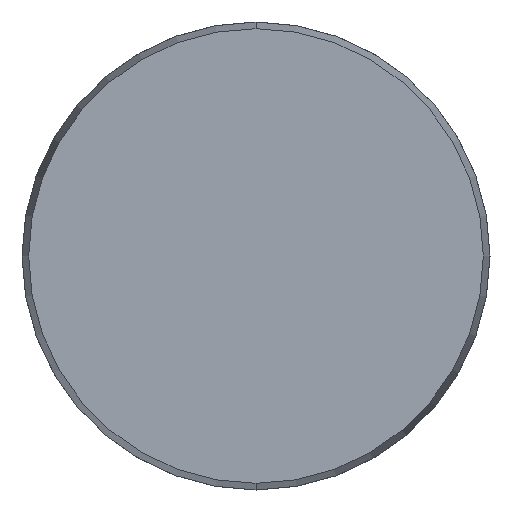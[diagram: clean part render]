
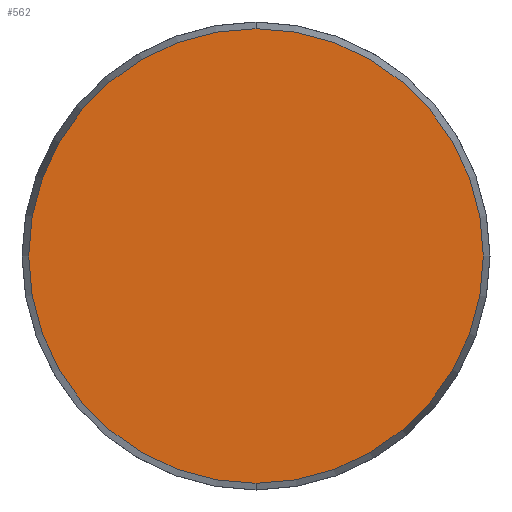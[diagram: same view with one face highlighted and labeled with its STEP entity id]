
A CAD part, front view. The second image highlights one B-rep face of the part: STEP entity #562.
In plain terms, the highlighted planar face has unit normal (0, -1, 0).
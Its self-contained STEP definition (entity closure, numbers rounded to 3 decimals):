
#18 = CARTESIAN_POINT ( 'NONE',  ( 0., 0., 0. ) ) ;
#41 = CARTESIAN_POINT ( 'NONE',  ( -29.143, 0., 0. ) ) ;
#176 = CARTESIAN_POINT ( 'NONE',  ( 0., 0., -29.143 ) ) ;
#192 = AXIS2_PLACEMENT_3D ( 'NONE', #18, #812, #709 ) ;
#257 = VERTEX_POINT ( 'NONE', #538 ) ;
#314 = CARTESIAN_POINT ( 'NONE',  ( 0., 0., 0. ) ) ;
#333 = EDGE_CURVE ( 'NONE', #1059, #257, #1085, .T. ) ;
#359 = FACE_OUTER_BOUND ( 'NONE', #713, .T. ) ;
#451 = DIRECTION ( 'NONE',  ( 0., 0., 1. ) ) ;
#469 = AXIS2_PLACEMENT_3D ( 'NONE', #314, #592, #1125 ) ;
#538 = CARTESIAN_POINT ( 'NONE',  ( 0., 0., 29.143 ) ) ;
#562 = ADVANCED_FACE ( 'NONE', ( #359 ), #947, .F. ) ;
#592 = DIRECTION ( 'NONE',  ( 0., -1., 0. ) ) ;
#657 = DIRECTION ( 'NONE',  ( 0., 1., 0. ) ) ;
#709 = DIRECTION ( 'NONE',  ( 0., 0., -1. ) ) ;
#713 = EDGE_LOOP ( 'NONE', ( #927, #1084 ) ) ;
#812 = DIRECTION ( 'NONE',  ( 0., -1., 0. ) ) ;
#833 = EDGE_CURVE ( 'NONE', #257, #1059, #893, .T. ) ;
#893 = CIRCLE ( 'NONE', #469, 29.143 ) ;
#927 = ORIENTED_EDGE ( 'NONE', *, *, #833, .T. ) ;
#947 = PLANE ( 'NONE',  #1241 ) ;
#1059 = VERTEX_POINT ( 'NONE', #176 ) ;
#1084 = ORIENTED_EDGE ( 'NONE', *, *, #333, .T. ) ;
#1085 = CIRCLE ( 'NONE', #192, 29.143 ) ;
#1125 = DIRECTION ( 'NONE',  ( 0., 0., -1. ) ) ;
#1241 = AXIS2_PLACEMENT_3D ( 'NONE', #41, #657, #451 ) ;
